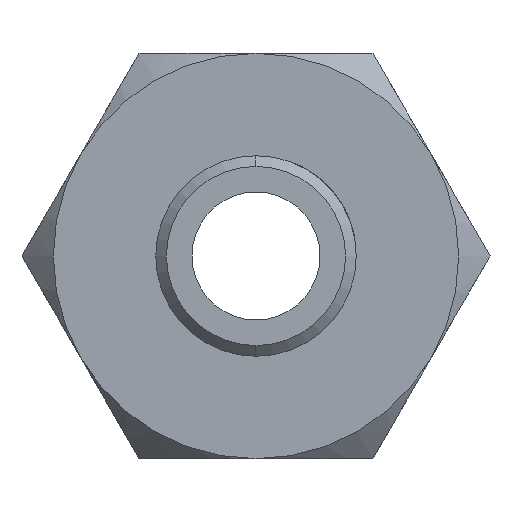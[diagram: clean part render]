
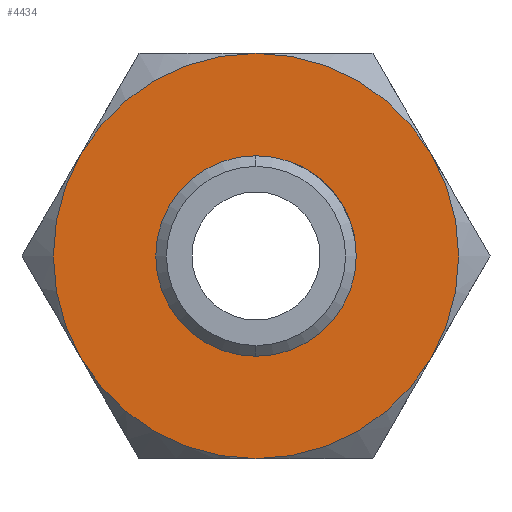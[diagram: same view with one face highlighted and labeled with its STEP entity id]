
A CAD part, left-side view. The second image highlights one B-rep face of the part: STEP entity #4434.
In plain terms, the highlighted planar face has unit normal (-1, 0, 0).
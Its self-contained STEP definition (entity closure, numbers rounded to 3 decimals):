
#128 = CARTESIAN_POINT ( 'NONE',  ( 17., 0., 0. ) ) ;
#138 = AXIS2_PLACEMENT_3D ( 'NONE', #4937, #2015, #5314 ) ;
#417 = CIRCLE ( 'NONE', #1469, 9.5 ) ;
#426 = EDGE_CURVE ( 'NONE', #657, #3632, #1191, .T. ) ;
#458 = EDGE_CURVE ( 'NONE', #3559, #2096, #2323, .T. ) ;
#490 = DIRECTION ( 'NONE',  ( 0., 0., -1. ) ) ;
#492 = AXIS2_PLACEMENT_3D ( 'NONE', #128, #1429, #4860 ) ;
#649 = CARTESIAN_POINT ( 'NONE',  ( 17., 0., 4.7 ) ) ;
#657 = VERTEX_POINT ( 'NONE', #3195 ) ;
#754 = AXIS2_PLACEMENT_3D ( 'NONE', #1174, #4868, #2451 ) ;
#932 = CIRCLE ( 'NONE', #5184, 4.7 ) ;
#950 = CARTESIAN_POINT ( 'NONE',  ( 17., -8.227, 4.75 ) ) ;
#992 = VERTEX_POINT ( 'NONE', #1566 ) ;
#1069 = DIRECTION ( 'NONE',  ( -1., 0., 0. ) ) ;
#1174 = CARTESIAN_POINT ( 'NONE',  ( 17., 0., 0. ) ) ;
#1191 = CIRCLE ( 'NONE', #4662, 9.5 ) ;
#1364 = EDGE_CURVE ( 'NONE', #3632, #2089, #1639, .T. ) ;
#1373 = AXIS2_PLACEMENT_3D ( 'NONE', #4787, #1069, #5167 ) ;
#1429 = DIRECTION ( 'NONE',  ( -1., 0., 0. ) ) ;
#1469 = AXIS2_PLACEMENT_3D ( 'NONE', #2352, #5218, #5144 ) ;
#1528 = EDGE_CURVE ( 'NONE', #2438, #4137, #3717, .T. ) ;
#1540 = ORIENTED_EDGE ( 'NONE', *, *, #1364, .F. ) ;
#1566 = CARTESIAN_POINT ( 'NONE',  ( 17., 8.227, 4.75 ) ) ;
#1639 = CIRCLE ( 'NONE', #754, 9.5 ) ;
#1847 = CARTESIAN_POINT ( 'NONE',  ( 17., 0., 0. ) ) ;
#1987 = CIRCLE ( 'NONE', #3034, 9.5 ) ;
#2015 = DIRECTION ( 'NONE',  ( 1., 0., 0. ) ) ;
#2068 = EDGE_CURVE ( 'NONE', #4137, #657, #417, .T. ) ;
#2089 = VERTEX_POINT ( 'NONE', #4788 ) ;
#2091 = DIRECTION ( 'NONE',  ( 1., 0., 0. ) ) ;
#2096 = VERTEX_POINT ( 'NONE', #649 ) ;
#2197 = EDGE_CURVE ( 'NONE', #2089, #992, #1987, .T. ) ;
#2217 = ORIENTED_EDGE ( 'NONE', *, *, #4294, .F. ) ;
#2248 = DIRECTION ( 'NONE',  ( 0., 0., 1. ) ) ;
#2292 = CARTESIAN_POINT ( 'NONE',  ( 17., 0., 0. ) ) ;
#2323 = CIRCLE ( 'NONE', #1373, 4.7 ) ;
#2352 = CARTESIAN_POINT ( 'NONE',  ( 17., 0., 0. ) ) ;
#2353 = CARTESIAN_POINT ( 'NONE',  ( 17., 0., -4.7 ) ) ;
#2438 = VERTEX_POINT ( 'NONE', #4512 ) ;
#2451 = DIRECTION ( 'NONE',  ( 0., 0., -1. ) ) ;
#2453 = CARTESIAN_POINT ( 'NONE',  ( 17., 0., 0. ) ) ;
#2461 = ORIENTED_EDGE ( 'NONE', *, *, #1528, .F. ) ;
#2480 = DIRECTION ( 'NONE',  ( 0., 0., -1. ) ) ;
#2550 = ORIENTED_EDGE ( 'NONE', *, *, #4348, .T. ) ;
#2852 = CIRCLE ( 'NONE', #492, 9.5 ) ;
#2871 = ORIENTED_EDGE ( 'NONE', *, *, #458, .F. ) ;
#2887 = ORIENTED_EDGE ( 'NONE', *, *, #2068, .F. ) ;
#3034 = AXIS2_PLACEMENT_3D ( 'NONE', #2453, #3678, #2480 ) ;
#3049 = ORIENTED_EDGE ( 'NONE', *, *, #426, .F. ) ;
#3195 = CARTESIAN_POINT ( 'NONE',  ( 17., -8.227, -4.75 ) ) ;
#3531 = DIRECTION ( 'NONE',  ( 0., 0., -1. ) ) ;
#3559 = VERTEX_POINT ( 'NONE', #2353 ) ;
#3632 = VERTEX_POINT ( 'NONE', #4628 ) ;
#3678 = DIRECTION ( 'NONE',  ( 1., 0., 0. ) ) ;
#3717 = CIRCLE ( 'NONE', #4922, 9.5 ) ;
#3941 = DIRECTION ( 'NONE',  ( 1., 0., 0. ) ) ;
#4034 = ORIENTED_EDGE ( 'NONE', *, *, #2197, .F. ) ;
#4039 = EDGE_LOOP ( 'NONE', ( #1540, #3049, #2887, #2461, #2550, #4034 ) ) ;
#4076 = FACE_BOUND ( 'NONE', #5201, .T. ) ;
#4137 = VERTEX_POINT ( 'NONE', #950 ) ;
#4159 = PLANE ( 'NONE',  #138 ) ;
#4184 = FACE_OUTER_BOUND ( 'NONE', #4039, .T. ) ;
#4221 = CARTESIAN_POINT ( 'NONE',  ( 17., 0., 0. ) ) ;
#4294 = EDGE_CURVE ( 'NONE', #2096, #3559, #932, .T. ) ;
#4348 = EDGE_CURVE ( 'NONE', #2438, #992, #2852, .T. ) ;
#4434 = ADVANCED_FACE ( 'NONE', ( #4076, #4184 ), #4159, .F. ) ;
#4512 = CARTESIAN_POINT ( 'NONE',  ( 17., 0., 9.5 ) ) ;
#4628 = CARTESIAN_POINT ( 'NONE',  ( 17., 0., -9.5 ) ) ;
#4662 = AXIS2_PLACEMENT_3D ( 'NONE', #4221, #2091, #490 ) ;
#4734 = DIRECTION ( 'NONE',  ( -1., 0., 0. ) ) ;
#4787 = CARTESIAN_POINT ( 'NONE',  ( 17., 0., 0. ) ) ;
#4788 = CARTESIAN_POINT ( 'NONE',  ( 17., 8.227, -4.75 ) ) ;
#4860 = DIRECTION ( 'NONE',  ( 0., 0., 1. ) ) ;
#4868 = DIRECTION ( 'NONE',  ( 1., 0., 0. ) ) ;
#4922 = AXIS2_PLACEMENT_3D ( 'NONE', #2292, #3941, #3531 ) ;
#4937 = CARTESIAN_POINT ( 'NONE',  ( 17., 0., 0. ) ) ;
#5144 = DIRECTION ( 'NONE',  ( 0., 0., -1. ) ) ;
#5167 = DIRECTION ( 'NONE',  ( 0., 0., 1. ) ) ;
#5184 = AXIS2_PLACEMENT_3D ( 'NONE', #1847, #4734, #2248 ) ;
#5201 = EDGE_LOOP ( 'NONE', ( #2217, #2871 ) ) ;
#5218 = DIRECTION ( 'NONE',  ( 1., 0., 0. ) ) ;
#5314 = DIRECTION ( 'NONE',  ( 0., 0., -1. ) ) ;
